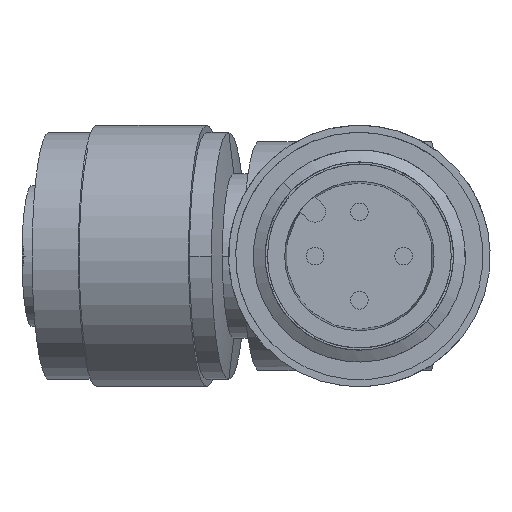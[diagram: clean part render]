
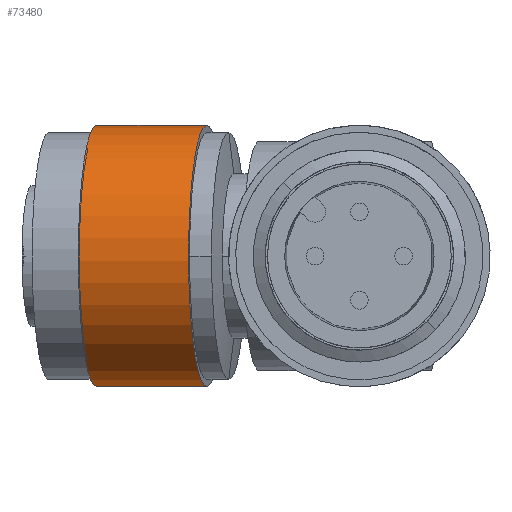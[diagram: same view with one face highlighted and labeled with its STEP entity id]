
A CAD part, left-side view. The second image highlights one B-rep face of the part: STEP entity #73480.
In plain terms, the highlighted cylindrical face has radius 7.4 mm (diameter 14.8 mm), a partial arc.
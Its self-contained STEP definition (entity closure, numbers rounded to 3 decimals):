
#72940=CARTESIAN_POINT('',(0.,8.635,
127.957));
#72950=DIRECTION('',(0.,0.99,
0.139));
#72960=DIRECTION('',(-0.999,0.005,
-0.035));
#72970=AXIS2_PLACEMENT_3D('',#72940,#72950,#72960);
#72980=CIRCLE('',#72970,7.4);
#72990=CARTESIAN_POINT('',(-7.395,8.671,
127.701));
#73000=VERTEX_POINT('',#72990);
#73010=CARTESIAN_POINT('',(7.395,8.599,
128.213));
#73020=VERTEX_POINT('',#73010);
#73050=EDGE_CURVE('',#73020,#73000,#72980,.T.);
#73170=CARTESIAN_POINT('',(0.,11.228,
128.321));
#73180=DIRECTION('',(0.,0.99,
0.139));
#73190=DIRECTION('',(-0.999,0.005,
-0.035));
#73200=AXIS2_PLACEMENT_3D('',#73170,#73180,#73190);
#73210=CYLINDRICAL_SURFACE('',#73200,7.4);
#73220=CARTESIAN_POINT('',(-7.395,11.264,
128.065));
#73230=DIRECTION('',(0.,0.99,
0.139));
#73240=VECTOR('',#73230,1.);
#73250=LINE('',#73220,#73240);
#73260=CARTESIAN_POINT('',(-7.395,14.91,
128.578));
#73270=VERTEX_POINT('',#73260);
#73280=EDGE_CURVE('',#73000,#73270,#73250,.T.);
#73290=ORIENTED_EDGE('',*,*,#73280,.T.);
#73300=ORIENTED_EDGE('',*,*,#73050,.T.);
#73310=CARTESIAN_POINT('',(7.395,11.192,
128.577));
#73320=DIRECTION('',(0.,0.99,
0.139));
#73330=VECTOR('',#73320,1.);
#73340=LINE('',#73310,#73330);
#73350=CARTESIAN_POINT('',(7.395,14.838,
129.089));
#73360=VERTEX_POINT('',#73350);
#73370=EDGE_CURVE('',#73020,#73360,#73340,.T.);
#73380=ORIENTED_EDGE('',*,*,#73370,.F.);
#73390=CARTESIAN_POINT('',(0.,14.874,
128.834));
#73400=DIRECTION('',(0.,0.99,
0.139));
#73410=DIRECTION('',(-0.999,0.005,
-0.035));
#73420=AXIS2_PLACEMENT_3D('',#73390,#73400,#73410);
#73430=CIRCLE('',#73420,7.4);
#73440=EDGE_CURVE('',#73360,#73270,#73430,.T.);
#73450=ORIENTED_EDGE('',*,*,#73440,.F.);
#73460=EDGE_LOOP('',(#73450,#73380,#73300,#73290));
#73470=FACE_OUTER_BOUND('',#73460,.T.);
#73480=ADVANCED_FACE('',(#73470),#73210,.T.);
